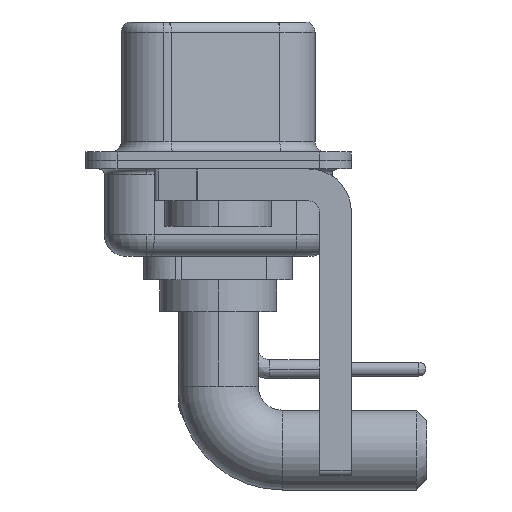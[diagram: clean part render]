
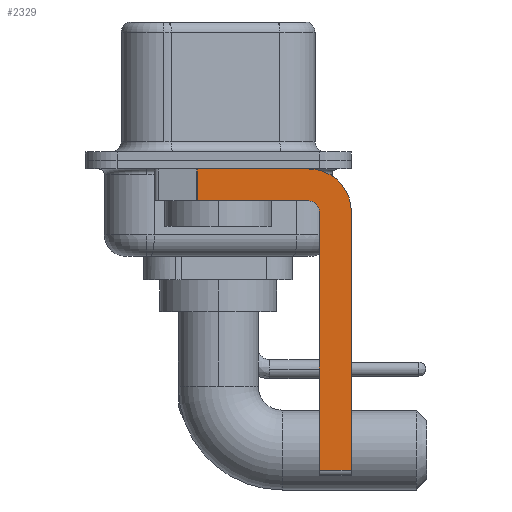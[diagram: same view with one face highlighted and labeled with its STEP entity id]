
A CAD part, left-side view. The second image highlights one B-rep face of the part: STEP entity #2329.
In plain terms, the highlighted planar face has unit normal (-1, 0, 0).
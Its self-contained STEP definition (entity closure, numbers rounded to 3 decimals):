
#617 = VERTEX_POINT ( 'NONE', #12775 ) ;
#812 = AXIS2_PLACEMENT_3D ( 'NONE', #5953, #15468, #21633 ) ;
#1285 = LINE ( 'NONE', #3348, #24132 ) ;
#1496 = LINE ( 'NONE', #24919, #24518 ) ;
#2242 = CARTESIAN_POINT ( 'NONE',  ( -2.9, 0.978, -1.9 ) ) ;
#2329 = ADVANCED_FACE ( 'NONE', ( #15716 ), #23553, .F. ) ;
#2440 = DIRECTION ( 'NONE',  ( 0., 0., -1. ) ) ;
#2841 = EDGE_CURVE ( 'NONE', #4346, #24566, #23682, .T. ) ;
#3348 = CARTESIAN_POINT ( 'NONE',  ( -2.9, 3., -0.4 ) ) ;
#3468 = CARTESIAN_POINT ( 'NONE',  ( -2.9, -4.25, -1.9 ) ) ;
#3477 = VERTEX_POINT ( 'NONE', #12811 ) ;
#3963 = DIRECTION ( 'NONE',  ( 0., 0., 1. ) ) ;
#4346 = VERTEX_POINT ( 'NONE', #17087 ) ;
#4580 = VERTEX_POINT ( 'NONE', #5635 ) ;
#5051 = EDGE_CURVE ( 'NONE', #4580, #20007, #10244, .T. ) ;
#5136 = DIRECTION ( 'NONE',  ( 0., -1., 0. ) ) ;
#5147 = CIRCLE ( 'NONE', #19853, 0.5 ) ;
#5244 = ORIENTED_EDGE ( 'NONE', *, *, #2841, .F. ) ;
#5424 = ORIENTED_EDGE ( 'NONE', *, *, #14936, .F. ) ;
#5635 = CARTESIAN_POINT ( 'NONE',  ( -2.9, 0.978, -0.4 ) ) ;
#5953 = CARTESIAN_POINT ( 'NONE',  ( -2.9, -4.25, -2.4 ) ) ;
#6068 = CARTESIAN_POINT ( 'NONE',  ( -2.9, -4.75, -14.8 ) ) ;
#6449 = AXIS2_PLACEMENT_3D ( 'NONE', #16058, #24160, #2440 ) ;
#7192 = CARTESIAN_POINT ( 'NONE',  ( -2.9, -4.25, -14.55 ) ) ;
#7292 = DIRECTION ( 'NONE',  ( 0., 0., -1. ) ) ;
#7846 = CARTESIAN_POINT ( 'NONE',  ( -2.9, -4.75, -14.55 ) ) ;
#8275 = CARTESIAN_POINT ( 'NONE',  ( -2.9, -4.25, -1.9 ) ) ;
#9101 = EDGE_CURVE ( 'NONE', #14422, #20007, #15734, .T. ) ;
#10244 = LINE ( 'NONE', #2242, #13769 ) ;
#10391 = VECTOR ( 'NONE', #23950, 1000. ) ;
#10704 = EDGE_LOOP ( 'NONE', ( #19385, #17650, #22330, #25196, #19919, #17425, #5424, #5244 ) ) ;
#11129 = CARTESIAN_POINT ( 'NONE',  ( -2.9, 0.978, -1.9 ) ) ;
#11333 = DIRECTION ( 'NONE',  ( 0., -1., 0. ) ) ;
#11690 = EDGE_CURVE ( 'NONE', #20828, #3477, #13912, .T. ) ;
#12775 = CARTESIAN_POINT ( 'NONE',  ( -2.9, -6.25, -14.55 ) ) ;
#12811 = CARTESIAN_POINT ( 'NONE',  ( -2.9, -4.75, -2.4 ) ) ;
#13470 = CARTESIAN_POINT ( 'NONE',  ( -2.9, -4.25, -2.4 ) ) ;
#13769 = VECTOR ( 'NONE', #16004, 1000. ) ;
#13912 = LINE ( 'NONE', #6068, #24041 ) ;
#14422 = VERTEX_POINT ( 'NONE', #3468 ) ;
#14829 = CARTESIAN_POINT ( 'NONE',  ( -2.9, -6.25, -2.4 ) ) ;
#14936 = EDGE_CURVE ( 'NONE', #24566, #617, #1496, .T. ) ;
#15468 = DIRECTION ( 'NONE',  ( 1., 0., 0. ) ) ;
#15716 = FACE_OUTER_BOUND ( 'NONE', #10704, .T. ) ;
#15734 = LINE ( 'NONE', #8275, #10391 ) ;
#16004 = DIRECTION ( 'NONE',  ( 0., 0., -1. ) ) ;
#16058 = CARTESIAN_POINT ( 'NONE',  ( -2.9, -4.25, -2.4 ) ) ;
#17087 = CARTESIAN_POINT ( 'NONE',  ( -2.9, -4.25, -0.4 ) ) ;
#17425 = ORIENTED_EDGE ( 'NONE', *, *, #18845, .T. ) ;
#17650 = ORIENTED_EDGE ( 'NONE', *, *, #5051, .T. ) ;
#18845 = EDGE_CURVE ( 'NONE', #20828, #617, #24423, .T. ) ;
#19385 = ORIENTED_EDGE ( 'NONE', *, *, #25202, .F. ) ;
#19853 = AXIS2_PLACEMENT_3D ( 'NONE', #13470, #21315, #3963 ) ;
#19919 = ORIENTED_EDGE ( 'NONE', *, *, #11690, .F. ) ;
#20007 = VERTEX_POINT ( 'NONE', #11129 ) ;
#20828 = VERTEX_POINT ( 'NONE', #7846 ) ;
#21199 = EDGE_CURVE ( 'NONE', #3477, #14422, #5147, .T. ) ;
#21315 = DIRECTION ( 'NONE',  ( -1., 0., 0. ) ) ;
#21621 = DIRECTION ( 'NONE',  ( 0., 0., 1. ) ) ;
#21633 = DIRECTION ( 'NONE',  ( 0., 0., -1. ) ) ;
#22296 = VECTOR ( 'NONE', #5136, 1000. ) ;
#22330 = ORIENTED_EDGE ( 'NONE', *, *, #9101, .F. ) ;
#23553 = PLANE ( 'NONE',  #812 ) ;
#23682 = CIRCLE ( 'NONE', #6449, 2. ) ;
#23950 = DIRECTION ( 'NONE',  ( 0., 1., 0. ) ) ;
#24041 = VECTOR ( 'NONE', #21621, 1000. ) ;
#24132 = VECTOR ( 'NONE', #11333, 1000. ) ;
#24160 = DIRECTION ( 'NONE',  ( 1., 0., 0. ) ) ;
#24423 = LINE ( 'NONE', #7192, #22296 ) ;
#24518 = VECTOR ( 'NONE', #7292, 1000. ) ;
#24566 = VERTEX_POINT ( 'NONE', #14829 ) ;
#24919 = CARTESIAN_POINT ( 'NONE',  ( -2.9, -6.25, -2.4 ) ) ;
#25196 = ORIENTED_EDGE ( 'NONE', *, *, #21199, .F. ) ;
#25202 = EDGE_CURVE ( 'NONE', #4580, #4346, #1285, .T. ) ;
